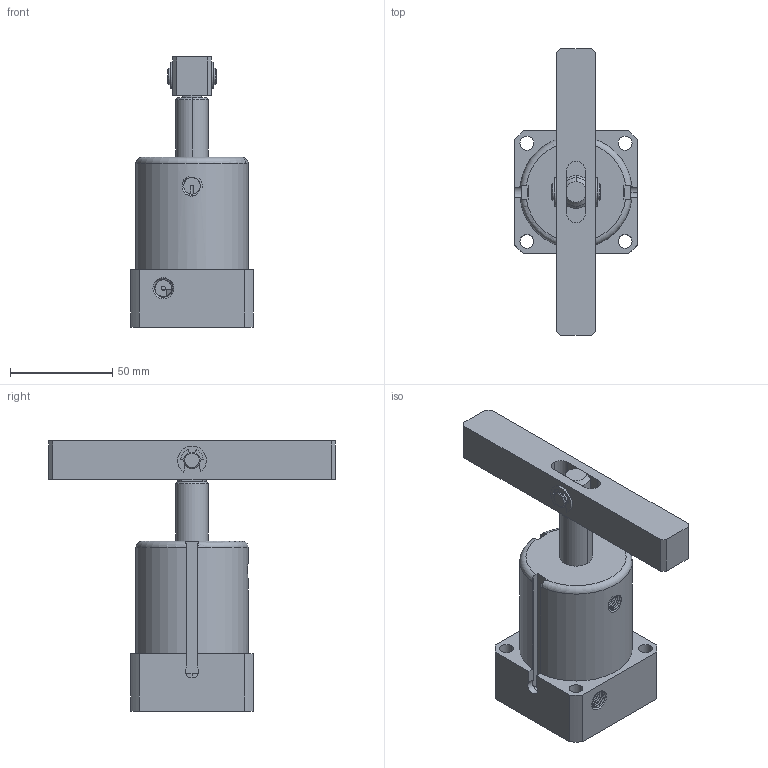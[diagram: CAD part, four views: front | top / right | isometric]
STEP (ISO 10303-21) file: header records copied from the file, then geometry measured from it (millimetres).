
FILE_DESCRIPTION (( 'STEP AP203' ), '1' );
FILE_NAME ('ASC-MS40D.STEP', '2019-05-15T08:35:35', ( 'User' ), ( 'china' ), 'SwSTEP 2.0', 'SolidWorks 2018', '' );
FILE_SCHEMA (( 'CONFIG_CONTROL_DESIGN' ));
Length unit declared in the file: millimetre
Products named in the file (6): MS40D活塞杆; 揤旋_2; KKDC_4; XDIAO_4; ASC-MS40D; ASC-MS40BT_1
Assembly tree (6 placements, depth 2):
  ASC-MS40D
    ASC-MS40BT_1
    MS40D活塞杆
    揤旋_2
    KKDC_4  x2
    XDIAO_4
Bounding box: 60 x 140 x 132 mm (x, y, z)
Volume: 240510.8 mm3; surface area: 58585.1 mm2
Topology: 6 solids, 6 shells, 211 faces, 562 edges, 370 vertices
Faces by surface type: cylinder 105, plane 85, cone 13, bspline 5, torus 3
Entity records: 8436 total; most frequent: CARTESIAN_POINT 3048, ORIENTED_EDGE 1028, DIRECTION 966, EDGE_CURVE 514, AXIS2_PLACEMENT_3D 354, VERTEX_POINT 338, VECTOR 258, LINE 258
